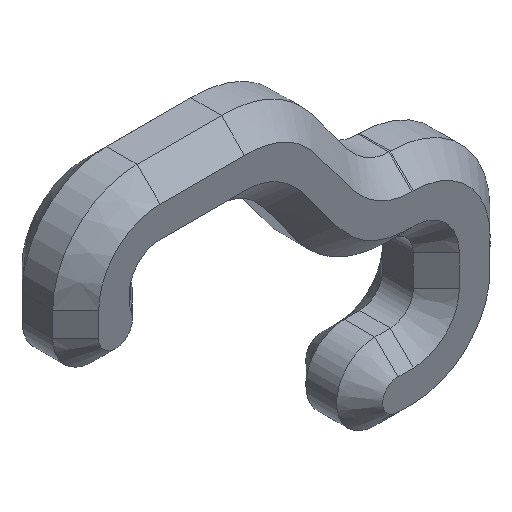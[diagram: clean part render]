
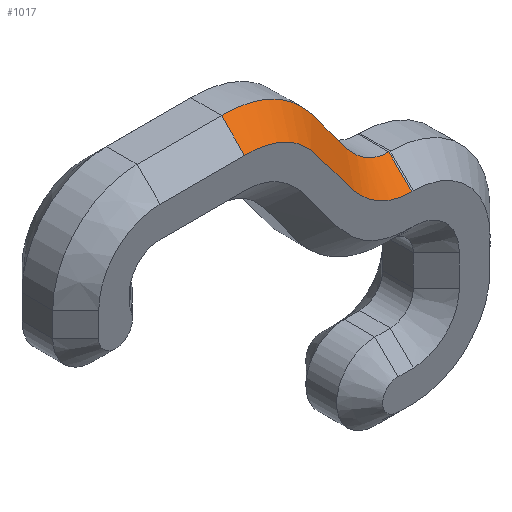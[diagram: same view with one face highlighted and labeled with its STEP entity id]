
A CAD part, isometric view. The second image highlights one B-rep face of the part: STEP entity #1017.
In plain terms, the highlighted free-form (B-spline) face has degree [1, 3] with [2, 22] control points.
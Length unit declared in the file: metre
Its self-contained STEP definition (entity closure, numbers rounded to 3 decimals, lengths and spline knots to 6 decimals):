
#77=B_SPLINE_CURVE_WITH_KNOTS('',3,(#1540,#1541,#1542,#1543),
 .UNSPECIFIED.,.F.,.F.,(4,4),(0.,1.),.UNSPECIFIED.);
#79=B_SPLINE_CURVE_WITH_KNOTS('',3,(#1591,#1592,#1593,#1594,#1595,#1596,
#1597,#1598,#1599,#1600,#1601,#1602,#1603,#1604,#1605,#1606,#1607,#1608,
#1609,#1610,#1611,#1612,#1613,#1614,#1615,#1616,#1617,#1618,#1619,#1620,
#1621,#1622,#1623,#1624,#1625),.UNSPECIFIED.,.F.,.F.,(4,1,1,1,1,1,1,1,1,
1,1,1,1,1,1,1,1,1,1,1,1,1,1,1,1,1,1,1,1,1,1,1,4),(0.,0.0625,0.09375,0.125,
0.15625,0.171875,0.1875,0.203125,0.21875,0.234375,0.242188,0.25,0.257813,
0.265625,0.28125,0.3125,0.34375,0.359375,0.375,0.390625,0.40625,0.4375,
0.46875,0.484375,0.5,0.515625,0.53125,0.5625,0.625,0.6875,0.75,0.875,1.),
 .UNSPECIFIED.);
#85=B_SPLINE_CURVE_WITH_KNOTS('',3,(#1904,#1905,#1906,#1907),
 .UNSPECIFIED.,.F.,.F.,(4,4),(0.,1.),.UNSPECIFIED.);
#86=B_SPLINE_CURVE_WITH_KNOTS('',3,(#1909,#1910,#1911,#1912),
 .UNSPECIFIED.,.F.,.F.,(4,4),(0.,1.),.UNSPECIFIED.);
#94=B_SPLINE_SURFACE_WITH_KNOTS('',1,3,((#1913,#1914,#1915,#1916,#1917,
#1918,#1919,#1920,#1921,#1922,#1923,#1924,#1925,#1926,#1927,#1928,#1929,
#1930,#1931,#1932,#1933,#1934),(#1935,#1936,#1937,#1938,#1939,#1940,#1941,
#1942,#1943,#1944,#1945,#1946,#1947,#1948,#1949,#1950,#1951,#1952,#1953,
#1954,#1955,#1956)),.RULED_SURF.,.F.,.F.,.F.,(2,2),(4,2,2,2,2,2,2,2,2,2,
4),(0.,1.),(0.858556,0.862968,0.86738,0.876204,
0.893851,0.911499,0.929146,0.946794,
0.964441,0.982089,0.999736),.UNSPECIFIED.);
#303=ORIENTED_EDGE('',*,*,#515,.T.);
#304=ORIENTED_EDGE('',*,*,#455,.F.);
#305=ORIENTED_EDGE('',*,*,#516,.T.);
#306=ORIENTED_EDGE('',*,*,#432,.F.);
#432=EDGE_CURVE('',#566,#564,#77,.T.);
#455=EDGE_CURVE('',#581,#582,#79,.T.);
#515=EDGE_CURVE('',#566,#582,#85,.F.);
#516=EDGE_CURVE('',#581,#564,#86,.F.);
#564=VERTEX_POINT('',#1525);
#566=VERTEX_POINT('',#1538);
#581=VERTEX_POINT('',#1590);
#582=VERTEX_POINT('',#1626);
#855=EDGE_LOOP('',(#303,#304,#305,#306));
#920=FACE_BOUND('',#855,.T.);
#1017=ADVANCED_FACE('',(#920),#94,.T.);
#1525=CARTESIAN_POINT('',(-0.0041,-0.001,0.0075));
#1538=CARTESIAN_POINT('',(-0.015,-0.001,0.015));
#1540=CARTESIAN_POINT('',(-0.015,-0.001,0.015));
#1541=CARTESIAN_POINT('',(-0.008,-0.001,0.015));
#1542=CARTESIAN_POINT('',(-0.0081,-0.001,0.0075));
#1543=CARTESIAN_POINT('',(-0.0041,-0.001,0.0075));
#1590=CARTESIAN_POINT('',(-0.0041,-0.0025,0.006));
#1591=CARTESIAN_POINT('',(-0.0041,-0.0025,0.006));
#1592=CARTESIAN_POINT('',(-0.004531,-0.0025,0.006));
#1593=CARTESIAN_POINT('',(-0.005156,-0.0025,0.006091));
#1594=CARTESIAN_POINT('',(-0.005928,-0.0025,0.006378));
#1595=CARTESIAN_POINT('',(-0.006515,-0.0025,0.006706));
#1596=CARTESIAN_POINT('',(-0.006885,-0.0025,0.006979));
#1597=CARTESIAN_POINT('',(-0.007184,-0.0025,0.007231));
#1598=CARTESIAN_POINT('',(-0.007423,-0.0025,0.007457));
#1599=CARTESIAN_POINT('',(-0.007569,-0.0025,0.007608));
#1600=CARTESIAN_POINT('',(-0.007746,-0.0025,0.007801));
#1601=CARTESIAN_POINT('',(-0.007896,-0.0025,0.007975));
#1602=CARTESIAN_POINT('',(-0.008012,-0.0025,0.008115));
#1603=CARTESIAN_POINT('',(-0.008122,-0.0025,0.008252));
#1604=CARTESIAN_POINT('',(-0.008148,-0.0025,0.008285));
#1605=CARTESIAN_POINT('',(-0.008218,-0.0025,0.008375));
#1606=CARTESIAN_POINT('',(-0.008337,-0.0025,0.008531));
#1607=CARTESIAN_POINT('',(-0.008543,-0.0025,0.008812));
#1608=CARTESIAN_POINT('',(-0.008792,-0.0025,0.00916));
#1609=CARTESIAN_POINT('',(-0.009009,-0.0025,0.009469));
#1610=CARTESIAN_POINT('',(-0.009202,-0.0025,0.009747));
#1611=CARTESIAN_POINT('',(-0.009338,-0.0025,0.009944));
#1612=CARTESIAN_POINT('',(-0.009528,-0.0025,0.010212));
#1613=CARTESIAN_POINT('',(-0.009741,-0.0025,0.010509));
#1614=CARTESIAN_POINT('',(-0.009929,-0.0025,0.010762));
#1615=CARTESIAN_POINT('',(-0.01007,-0.0025,0.010945));
#1616=CARTESIAN_POINT('',(-0.010151,-0.0025,0.011049));
#1617=CARTESIAN_POINT('',(-0.010291,-0.0025,0.01122));
#1618=CARTESIAN_POINT('',(-0.010455,-0.0025,0.011414));
#1619=CARTESIAN_POINT('',(-0.010753,-0.0025,0.011746));
#1620=CARTESIAN_POINT('',(-0.011147,-0.0025,0.012134));
#1621=CARTESIAN_POINT('',(-0.011712,-0.0025,0.01258));
#1622=CARTESIAN_POINT('',(-0.012472,-0.0025,0.013033));
#1623=CARTESIAN_POINT('',(-0.013511,-0.0025,0.0134));
#1624=CARTESIAN_POINT('',(-0.014483,-0.0025,0.0135));
#1625=CARTESIAN_POINT('',(-0.015,-0.0025,0.0135));
#1626=CARTESIAN_POINT('',(-0.015,-0.0025,0.0135));
#1904=CARTESIAN_POINT('',(-0.015,-0.0025,0.0135));
#1905=CARTESIAN_POINT('',(-0.015,-0.002,0.014));
#1906=CARTESIAN_POINT('',(-0.015,-0.0015,0.0145));
#1907=CARTESIAN_POINT('',(-0.015,-0.001,0.015));
#1909=CARTESIAN_POINT('',(-0.0041,-0.001,0.0075));
#1910=CARTESIAN_POINT('',(-0.0041,-0.0015,0.007));
#1911=CARTESIAN_POINT('',(-0.0041,-0.002,0.0065));
#1912=CARTESIAN_POINT('',(-0.0041,-0.0025,0.006));
#1913=CARTESIAN_POINT('',(-0.0041,-0.0025,0.006));
#1914=CARTESIAN_POINT('',(-0.004258,-0.0025,0.006));
#1915=CARTESIAN_POINT('',(-0.00444,-0.0025,0.006008));
#1916=CARTESIAN_POINT('',(-0.004854,-0.0025,0.006058));
#1917=CARTESIAN_POINT('',(-0.005094,-0.0025,0.006105));
#1918=CARTESIAN_POINT('',(-0.005754,-0.0025,0.006295));
#1919=CARTESIAN_POINT('',(-0.00614,-0.0025,0.00648));
#1920=CARTESIAN_POINT('',(-0.007194,-0.0025,0.007157));
#1921=CARTESIAN_POINT('',(-0.007693,-0.0025,0.007715));
#1922=CARTESIAN_POINT('',(-0.008523,-0.0025,0.008754));
#1923=CARTESIAN_POINT('',(-0.008862,-0.0025,0.009257));
#1924=CARTESIAN_POINT('',(-0.009522,-0.0025,0.01021));
#1925=CARTESIAN_POINT('',(-0.009837,-0.0025,0.010656));
#1926=CARTESIAN_POINT('',(-0.010485,-0.0025,0.011465));
#1927=CARTESIAN_POINT('',(-0.01081,-0.0025,0.01182));
#1928=CARTESIAN_POINT('',(-0.011515,-0.0025,0.012442));
#1929=CARTESIAN_POINT('',(-0.011889,-0.0025,0.012702));
#1930=CARTESIAN_POINT('',(-0.012687,-0.0025,0.01311));
#1931=CARTESIAN_POINT('',(-0.013115,-0.0025,0.01326));
#1932=CARTESIAN_POINT('',(-0.014014,-0.0025,0.013453));
#1933=CARTESIAN_POINT('',(-0.014448,-0.0025,0.0135));
#1934=CARTESIAN_POINT('',(-0.015,-0.0025,0.0135));
#1935=CARTESIAN_POINT('',(-0.0041,-0.001,0.0075));
#1936=CARTESIAN_POINT('',(-0.004208,-0.001,0.0075));
#1937=CARTESIAN_POINT('',(-0.00433,-0.001,0.007505));
#1938=CARTESIAN_POINT('',(-0.004602,-0.001,0.007538));
#1939=CARTESIAN_POINT('',(-0.004757,-0.001,0.007569));
#1940=CARTESIAN_POINT('',(-0.005185,-0.001,0.007692));
#1941=CARTESIAN_POINT('',(-0.005437,-0.001,0.007812));
#1942=CARTESIAN_POINT('',(-0.006167,-0.001,0.008281));
#1943=CARTESIAN_POINT('',(-0.006573,-0.001,0.008716));
#1944=CARTESIAN_POINT('',(-0.007299,-0.001,0.009625));
#1945=CARTESIAN_POINT('',(-0.007626,-0.001,0.010107));
#1946=CARTESIAN_POINT('',(-0.008292,-0.001,0.011068));
#1947=CARTESIAN_POINT('',(-0.008628,-0.001,0.011545));
#1948=CARTESIAN_POINT('',(-0.009353,-0.001,0.012451));
#1949=CARTESIAN_POINT('',(-0.009735,-0.001,0.012872));
#1950=CARTESIAN_POINT('',(-0.010604,-0.001,0.013639));
#1951=CARTESIAN_POINT('',(-0.011086,-0.001,0.013976));
#1952=CARTESIAN_POINT('',(-0.012124,-0.001,0.014507));
#1953=CARTESIAN_POINT('',(-0.012682,-0.001,0.014701));
#1954=CARTESIAN_POINT('',(-0.013815,-0.001,0.014945));
#1955=CARTESIAN_POINT('',(-0.014348,-0.001,0.015));
#1956=CARTESIAN_POINT('',(-0.015,-0.001,0.015));
